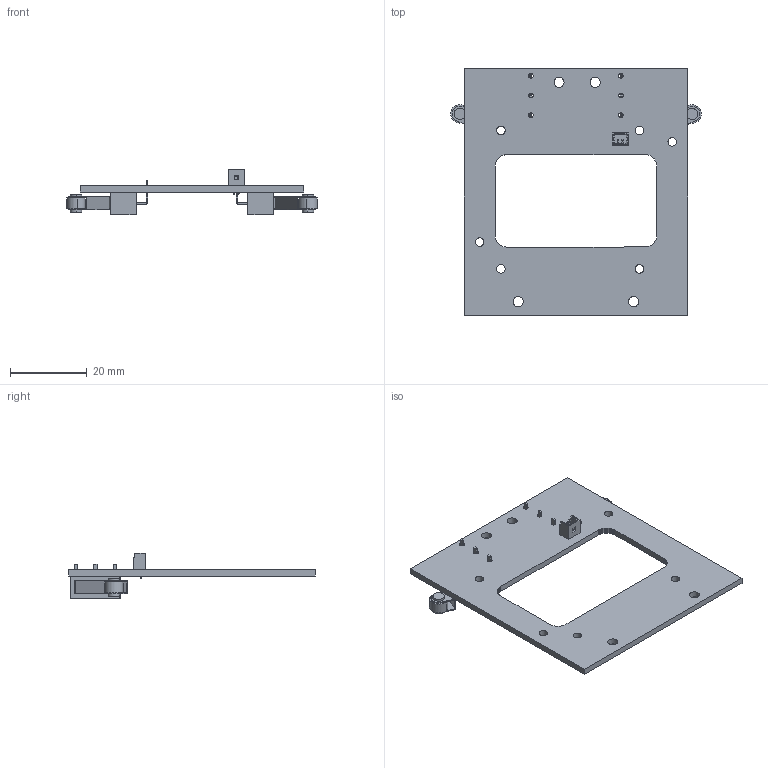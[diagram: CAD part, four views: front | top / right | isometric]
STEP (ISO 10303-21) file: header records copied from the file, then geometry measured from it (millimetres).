
FILE_DESCRIPTION(('KiCad electronic assembly'),'2;1');
FILE_NAME('kill-switch.step','2024-02-29T17:46:38',('Pcbnew'),('Kicad'), 'Open CASCADE STEP processor 7.7','KiCad to STEP converter','Unknown' );
FILE_SCHEMA(('AUTOMOTIVE_DESIGN { 1 0 10303 214 1 1 1 1 }'));
Length unit declared in the file: millimetre
Products named in the file (8): kill-switch 1; D2F-L2-A; D2F_L2_A; D2F_L2_A1; 530470210; 530470210wbm000_01; kill-switch PCB
Assembly tree (7 placements, depth 3):
  kill-switch 1
    D2F-L2-A
      D2F_L2_A
    D2F_L2_A1
      D2F_L2_A1
    530470210
      530470210wbm000_01
    kill-switch PCB
Bounding box: 65.1 x 64 x 11.7 mm (x, y, z)
Volume: 5371.2 mm3; surface area: 7717.6 mm2
Topology: 6 solids, 6 shells, 296 faces, 794 edges, 522 vertices
Faces by surface type: plane 234, cylinder 62
Full cylindrical faces by diameter (mm): 0.6 x2, 1.2 x6, 2.2 x6, 2.6 x4
Entity records: 20084 total; most frequent: CARTESIAN_POINT 3820, DIRECTION 3032, LINE 2114, VECTOR 2114, ORIENTED_EDGE 1588, PCURVE 1588, DEFINITIONAL_REPRESENTATION 1588, EDGE_CURVE 794
